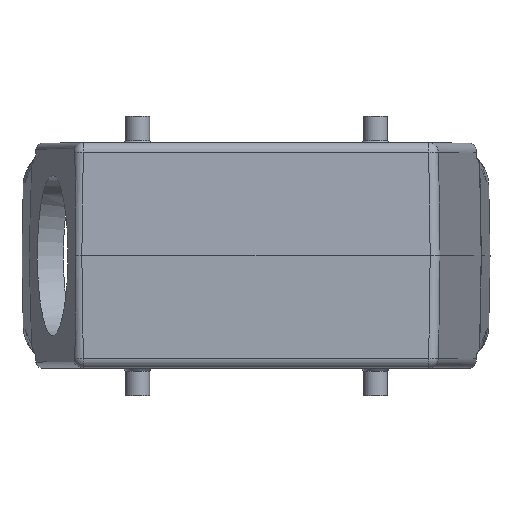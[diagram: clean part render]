
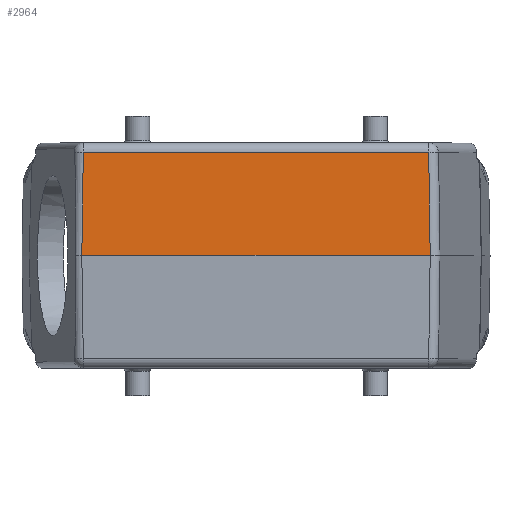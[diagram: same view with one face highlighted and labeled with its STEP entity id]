
A CAD part, top view. The second image highlights one B-rep face of the part: STEP entity #2964.
In plain terms, the highlighted planar face has unit normal (0, 0.018, 1).
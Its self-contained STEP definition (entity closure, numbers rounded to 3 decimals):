
#2248=LINE('',#9567,#2676);
#2255=LINE('',#9593,#2683);
#2256=LINE('',#9595,#2684);
#2257=LINE('',#9597,#2685);
#2676=VECTOR('',#7813,1.);
#2683=VECTOR('',#7824,1.);
#2684=VECTOR('',#7825,1.);
#2685=VECTOR('',#7826,1.);
#2964=ADVANCED_FACE('',(#3407),#3242,.T.);
#3242=PLANE('',#7105);
#3407=FACE_OUTER_BOUND('',#3687,.T.);
#3687=EDGE_LOOP('',(#4307,#4308,#4309,#4310));
#4307=ORIENTED_EDGE('',*,*,#6158,.T.);
#4308=ORIENTED_EDGE('',*,*,#6167,.T.);
#4309=ORIENTED_EDGE('',*,*,#6168,.T.);
#4310=ORIENTED_EDGE('',*,*,#6169,.T.);
#5652=VERTEX_POINT('',#9566);
#5653=VERTEX_POINT('',#9568);
#5660=VERTEX_POINT('',#9594);
#5661=VERTEX_POINT('',#9596);
#6158=EDGE_CURVE('',#5653,#5652,#2248,.T.);
#6167=EDGE_CURVE('',#5652,#5660,#2255,.T.);
#6168=EDGE_CURVE('',#5660,#5661,#2256,.T.);
#6169=EDGE_CURVE('',#5661,#5653,#2257,.T.);
#7105=AXIS2_PLACEMENT_3D('',#9598,#7827,#7828);
#7813=DIRECTION('',(1.,0.,0.));
#7824=DIRECTION('',(-0.014,1.,-0.017));
#7825=DIRECTION('',(-1.,0.,0.));
#7826=DIRECTION('',(-0.014,-1.,0.017));
#7827=DIRECTION('',(0.,0.017,1.));
#7828=DIRECTION('',(0.,1.,-0.017));
#9566=CARTESIAN_POINT('',(34.691,0.,66.85));
#9567=CARTESIAN_POINT('',(36.34,0.,66.85));
#9568=CARTESIAN_POINT('',(-34.906,0.,66.85));
#9593=CARTESIAN_POINT('',(34.692,-0.024,66.85));
#9594=CARTESIAN_POINT('',(34.396,20.535,66.492));
#9595=CARTESIAN_POINT('',(36.34,20.535,66.492));
#9596=CARTESIAN_POINT('',(-34.611,20.535,66.492));
#9597=CARTESIAN_POINT('',(-34.892,1.025,66.832));
#9598=CARTESIAN_POINT('',(36.34,0.,66.85));
